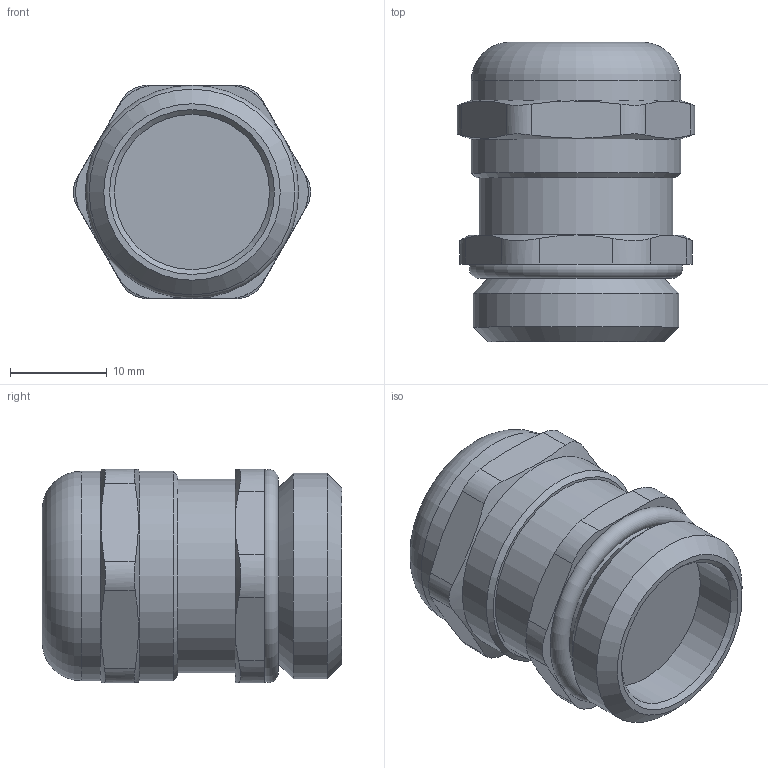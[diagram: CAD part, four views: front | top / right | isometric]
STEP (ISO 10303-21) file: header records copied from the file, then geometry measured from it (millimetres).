
FILE_DESCRIPTION(/* description */ (''),/* implementation_level */ '2;1');
FILE_NAME(/* name */ '',/* time_stamp */ '2025-07-02T08:55:01+07:00',/* author */ ('zeta-86'),/* organization */ (''),/* preprocessor_version */ 'ST-DEVELOPER v19.2',/* originating_system */ 'Autodesk Inventor 2024',/* authorisation */ '');
FILE_SCHEMA (('AUTOMOTIVE_DESIGN { 1 0 10303 214 3 1 1 }'));
Length unit declared in the file: millimetre
Products named in the file (1): Деталь1
Bounding box: 24.47 x 30.9 x 22 mm (x, y, z)
Volume: 9735.2 mm3; surface area: 3298.1 mm2
Topology: 1 solids, 1 shells, 53 faces, 130 edges, 84 vertices
Faces by surface type: plane 19, cylinder 19, cone 12, torus 3
Full cylindrical faces by diameter (mm): 12.5 x1, 16 x1, 18.2 x1, 20 x1, 21.223 x1, 21.6 x2
Entity records: 1706 total; most frequent: CARTESIAN_POINT 480, ORIENTED_EDGE 260, DIRECTION 237, EDGE_CURVE 130, AXIS2_PLACEMENT_3D 97, VERTEX_POINT 84, EDGE_LOOP 58, FACE_OUTER_BOUND 53
